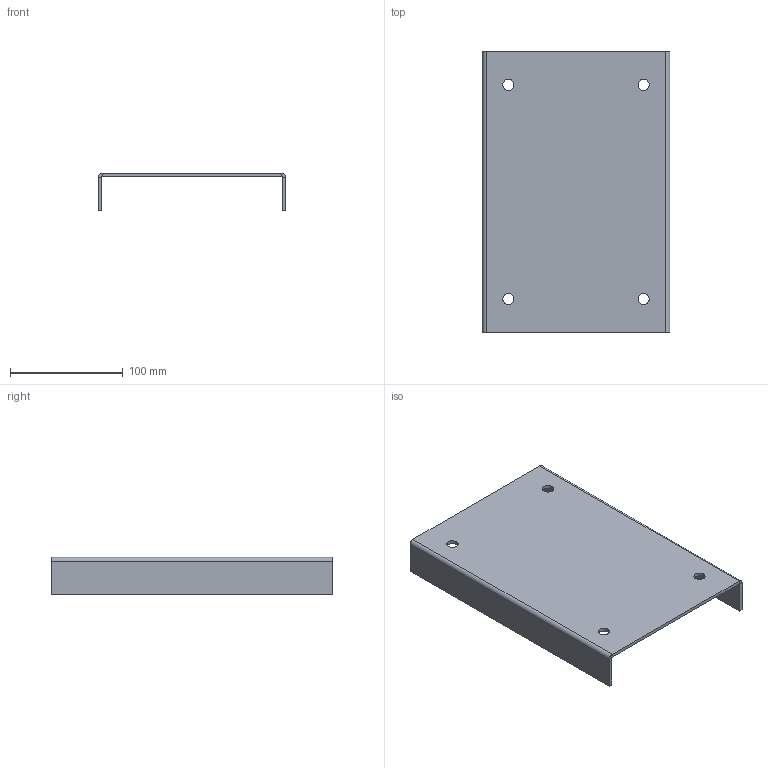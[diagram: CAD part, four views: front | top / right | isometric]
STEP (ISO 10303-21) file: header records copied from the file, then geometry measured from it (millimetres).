
FILE_DESCRIPTION (( 'STEP AP214' ), '1' );
FILE_NAME ('6290423.stp', '2016-06-29T13:28:02', ( '' ), ( '' ), 'SwSTEP 2.0', 'SolidWorks 2014', '' );
FILE_SCHEMA (( 'AUTOMOTIVE_DESIGN' ));
Length unit declared in the file: millimetre
Products named in the file (2): 6290423; 075540_Standard
Assembly tree (1 placements, depth 2):
  6290423
    075540_Standard
Bounding box: 166.5 x 250 x 33 mm (x, y, z)
Volume: 167580.5 mm3; surface area: 114945.5 mm2
Topology: 1 solids, 1 shells, 30 faces, 68 edges, 40 vertices
Faces by surface type: plane 18, cylinder 12
Entity records: 910 total; most frequent: DIRECTION 160, CARTESIAN_POINT 142, ORIENTED_EDGE 136, EDGE_CURVE 68, AXIS2_PLACEMENT_3D 58, VECTOR 44, LINE 44, VERTEX_POINT 40
